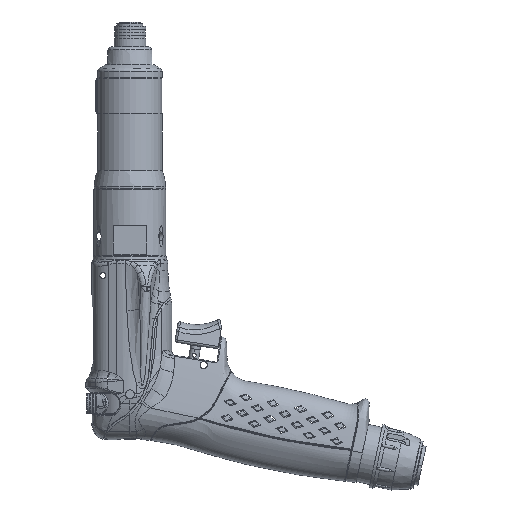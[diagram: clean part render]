
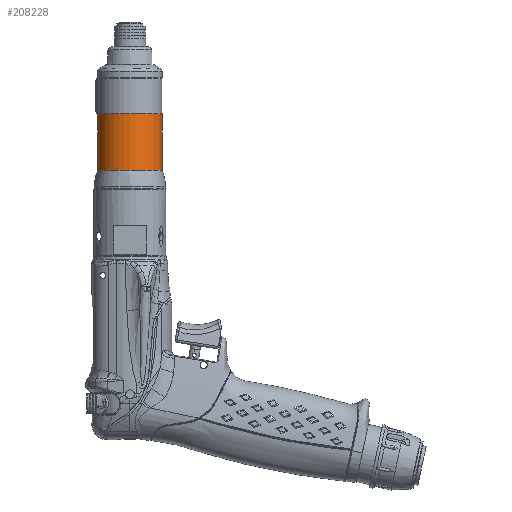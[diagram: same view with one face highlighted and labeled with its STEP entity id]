
A CAD part, left-side view. The second image highlights one B-rep face of the part: STEP entity #208228.
In plain terms, the highlighted cylindrical face has radius 16.05 mm (diameter 32.1 mm), a partial arc.
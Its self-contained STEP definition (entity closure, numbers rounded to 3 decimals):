
#207849=CARTESIAN_POINT('',(0.,0.,144.9));
#207850=DIRECTION('',(0.,0.,1.));
#207851=DIRECTION('',(0.,1.,0.));
#207852=AXIS2_PLACEMENT_3D('',#207849,#207850,#207851);
#207854=CARTESIAN_POINT('',(0.,0.,116.582));
#207855=DIRECTION('',(0.,0.,1.));
#207856=DIRECTION('',(0.,1.,0.));
#207857=AXIS2_PLACEMENT_3D('',#207854,#207855,#207856);
#207955=DIRECTION('',(0.,0.,1.));
#207956=VECTOR('',#207955,28.318);
#207957=CARTESIAN_POINT('',(0.,16.05,116.582));
#207958=LINE('',#207957,#207956);
#207964=DIRECTION('',(0.,0.,1.));
#207965=VECTOR('',#207964,28.318);
#207966=CARTESIAN_POINT('',(0.,-16.05,116.582));
#207967=LINE('',#207966,#207965);
#208099=CARTESIAN_POINT('',(0.,16.05,116.582));
#208100=VERTEX_POINT('',#208099);
#208101=CARTESIAN_POINT('',(0.,16.05,144.9));
#208102=VERTEX_POINT('',#208101);
#208111=CARTESIAN_POINT('',(0.,-16.05,116.582));
#208112=VERTEX_POINT('',#208111);
#208113=CARTESIAN_POINT('',(0.,-16.05,144.9));
#208114=VERTEX_POINT('',#208113);
#208214=CARTESIAN_POINT('',(0.,0.,87.47));
#208215=DIRECTION('',(0.,0.,1.));
#208216=DIRECTION('',(0.,1.,0.));
#208217=AXIS2_PLACEMENT_3D('',#208214,#208215,#208216);
#208218=CYLINDRICAL_SURFACE('',#208217,16.05);
#208220=ORIENTED_EDGE('',*,*,#208219,.T.);
#208222=ORIENTED_EDGE('',*,*,#208221,.T.);
#208224=ORIENTED_EDGE('',*,*,#208223,.F.);
#208225=ORIENTED_EDGE('',*,*,#208199,.F.);
#208226=EDGE_LOOP('',(#208220,#208222,#208224,#208225));
#208227=FACE_OUTER_BOUND('',#208226,.F.);
#208228=ADVANCED_FACE('',(#208227),#208218,.T.);
#207853=CIRCLE('',#207852,16.05);
#207858=CIRCLE('',#207857,16.05);
#208199=EDGE_CURVE('',#208100,#208112,#207858,.T.);
#208219=EDGE_CURVE('',#208100,#208102,#207958,.T.);
#208221=EDGE_CURVE('',#208102,#208114,#207853,.T.);
#208223=EDGE_CURVE('',#208112,#208114,#207967,.T.);
